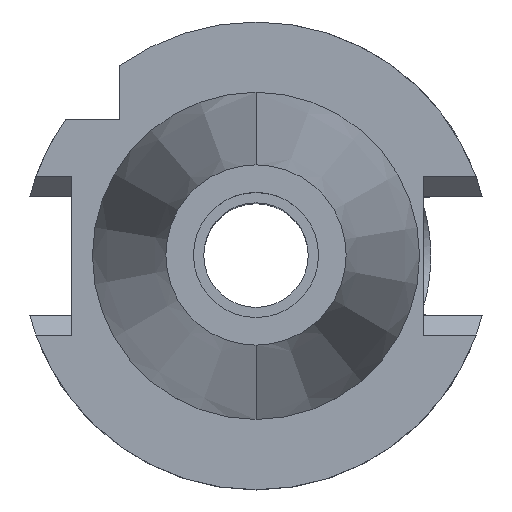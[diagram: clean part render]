
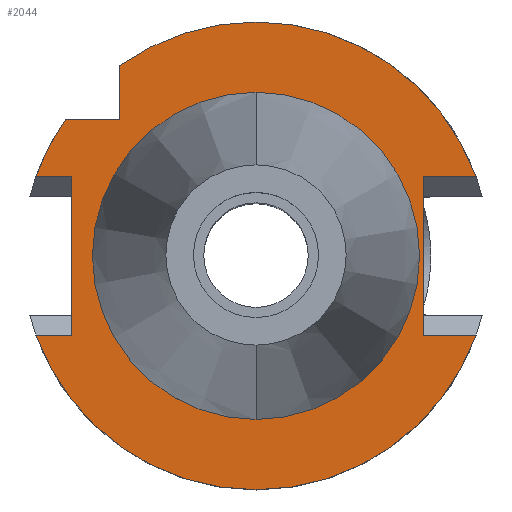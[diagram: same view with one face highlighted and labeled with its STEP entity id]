
A CAD part, top view. The second image highlights one B-rep face of the part: STEP entity #2044.
In plain terms, the highlighted planar face has unit normal (0, 0, 1).
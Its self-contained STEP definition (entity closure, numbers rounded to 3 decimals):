
#307=DIRECTION('',(1.,0.,0.));
#308=VECTOR('',#307,7.201);
#309=CARTESIAN_POINT('',(22.7,10.75,-1.));
#310=LINE('',#309,#308);
#392=DIRECTION('',(0.,-1.,0.));
#393=VECTOR('',#392,7.334);
#394=CARTESIAN_POINT('',(-18.5,25.834,-1.));
#395=LINE('',#394,#393);
#406=DIRECTION('',(-1.,0.,0.));
#407=VECTOR('',#406,7.334);
#408=CARTESIAN_POINT('',(-18.5,18.5,-1.));
#409=LINE('',#408,#407);
#430=CARTESIAN_POINT('',(0.,0.,-1.));
#431=DIRECTION('',(0.,0.,-1.));
#432=DIRECTION('',(-0.582,0.813,0.));
#433=AXIS2_PLACEMENT_3D('',#430,#431,#432);
#438=CARTESIAN_POINT('',(0.,0.,-1.));
#439=DIRECTION('',(0.,0.,-1.));
#440=DIRECTION('',(0.,1.,0.));
#441=AXIS2_PLACEMENT_3D('',#438,#439,#440);
#446=DIRECTION('',(0.,-1.,0.));
#447=VECTOR('',#446,21.5);
#448=CARTESIAN_POINT('',(22.7,10.75,-1.));
#449=LINE('',#448,#447);
#453=DIRECTION('',(1.,0.,0.));
#454=VECTOR('',#453,7.201);
#455=CARTESIAN_POINT('',(22.7,-10.75,-1.));
#456=LINE('',#455,#454);
#460=CARTESIAN_POINT('',(0.,0.,-1.));
#461=DIRECTION('',(0.,0.,-1.));
#462=DIRECTION('',(0.941,-0.338,0.));
#463=AXIS2_PLACEMENT_3D('',#460,#461,#462);
#468=CARTESIAN_POINT('',(0.,0.,-1.));
#469=DIRECTION('',(0.,0.,-1.));
#470=DIRECTION('',(0.,-1.,0.));
#471=AXIS2_PLACEMENT_3D('',#468,#469,#470);
#476=DIRECTION('',(-1.,0.,0.));
#477=VECTOR('',#476,4.901);
#478=CARTESIAN_POINT('',(-25.,10.75,-1.));
#479=LINE('',#478,#477);
#483=CARTESIAN_POINT('',(0.,0.,-1.));
#484=DIRECTION('',(0.,0.,-1.));
#485=DIRECTION('',(-0.941,0.338,0.));
#486=AXIS2_PLACEMENT_3D('',#483,#484,#485);
#491=CARTESIAN_POINT('',(0.,0.,-1.));
#492=DIRECTION('',(0.,0.,1.));
#493=DIRECTION('',(0.,-1.,0.));
#494=AXIS2_PLACEMENT_3D('',#491,#492,#493);
#499=CARTESIAN_POINT('',(0.,0.,-1.));
#500=DIRECTION('',(0.,0.,1.));
#501=DIRECTION('',(0.,1.,0.));
#502=AXIS2_PLACEMENT_3D('',#499,#500,#501);
#641=DIRECTION('',(0.,-1.,0.));
#642=VECTOR('',#641,21.5);
#643=CARTESIAN_POINT('',(-25.,10.75,-1.));
#644=LINE('',#643,#642);
#1051=DIRECTION('',(-1.,0.,0.));
#1052=VECTOR('',#1051,4.901);
#1053=CARTESIAN_POINT('',(-25.,-10.75,-1.));
#1054=LINE('',#1053,#1052);
#1068=CARTESIAN_POINT('',(-29.901,-10.75,-1.));
#1454=CARTESIAN_POINT('',(22.7,10.75,-1.));
#1456=VERTEX_POINT('',#1454);
#1469=CARTESIAN_POINT('',(22.7,-10.75,-1.));
#1470=VERTEX_POINT('',#1469);
#1473=CARTESIAN_POINT('',(29.901,10.75,-1.));
#1474=VERTEX_POINT('',#1473);
#1491=VERTEX_POINT('',#1068);
#1492=CARTESIAN_POINT('',(0.,-31.775,-1.));
#1493=VERTEX_POINT('',#1492);
#1494=CARTESIAN_POINT('',(29.901,-10.75,-1.));
#1495=VERTEX_POINT('',#1494);
#1503=CARTESIAN_POINT('',(-18.5,25.834,-1.));
#1505=VERTEX_POINT('',#1503);
#1509=CARTESIAN_POINT('',(0.,31.775,-1.));
#1510=VERTEX_POINT('',#1509);
#1512=CARTESIAN_POINT('',(-25.834,18.5,-1.));
#1514=VERTEX_POINT('',#1512);
#1515=CARTESIAN_POINT('',(-29.901,10.75,-1.));
#1516=VERTEX_POINT('',#1515);
#1520=CARTESIAN_POINT('',(-25.,-10.75,-1.));
#1522=VERTEX_POINT('',#1520);
#1528=CARTESIAN_POINT('',(-25.,10.75,-1.));
#1529=VERTEX_POINT('',#1528);
#1590=CARTESIAN_POINT('',(-18.5,18.5,-1.));
#1591=VERTEX_POINT('',#1590);
#1592=CARTESIAN_POINT('',(0.,-22.225,-1.));
#1593=CARTESIAN_POINT('',(0.,22.225,-1.));
#1594=VERTEX_POINT('',#1592);
#1595=VERTEX_POINT('',#1593);
#2011=CARTESIAN_POINT('',(0.,0.,-1.));
#2012=DIRECTION('',(0.,0.,-1.));
#2013=DIRECTION('',(0.,-1.,0.));
#2014=AXIS2_PLACEMENT_3D('',#2011,#2012,#2013);
#2015=PLANE('',#2014);
#2016=ORIENTED_EDGE('',*,*,#1979,.F.);
#2017=ORIENTED_EDGE('',*,*,#1952,.T.);
#2018=ORIENTED_EDGE('',*,*,#1950,.T.);
#2019=ORIENTED_EDGE('',*,*,#1900,.F.);
#2020=ORIENTED_EDGE('',*,*,#1887,.T.);
#2022=ORIENTED_EDGE('',*,*,#2021,.T.);
#2024=ORIENTED_EDGE('',*,*,#2023,.T.);
#2026=ORIENTED_EDGE('',*,*,#2025,.T.);
#2028=ORIENTED_EDGE('',*,*,#2027,.F.);
#2030=ORIENTED_EDGE('',*,*,#2029,.F.);
#2032=ORIENTED_EDGE('',*,*,#2031,.T.);
#2034=ORIENTED_EDGE('',*,*,#2033,.T.);
#2035=ORIENTED_EDGE('',*,*,#1990,.F.);
#2036=EDGE_LOOP('',(#2016,#2017,#2018,#2019,#2020,#2022,#2024,#2026,#2028,#2030,
#2032,#2034,#2035));
#2037=FACE_OUTER_BOUND('',#2036,.F.);
#2039=ORIENTED_EDGE('',*,*,#2038,.T.);
#2041=ORIENTED_EDGE('',*,*,#2040,.T.);
#2042=EDGE_LOOP('',(#2039,#2041));
#2043=FACE_BOUND('',#2042,.F.);
#434=CIRCLE('',#433,31.775);
#442=CIRCLE('',#441,31.775);
#464=CIRCLE('',#463,31.775);
#472=CIRCLE('',#471,31.775);
#487=CIRCLE('',#486,31.775);
#495=CIRCLE('',#494,22.225);
#503=CIRCLE('',#502,22.225);
#1887=EDGE_CURVE('',#1456,#1470,#449,.T.);
#1900=EDGE_CURVE('',#1456,#1474,#310,.T.);
#1950=EDGE_CURVE('',#1510,#1474,#442,.T.);
#1952=EDGE_CURVE('',#1505,#1510,#434,.T.);
#1979=EDGE_CURVE('',#1505,#1591,#395,.T.);
#1990=EDGE_CURVE('',#1591,#1514,#409,.T.);
#2021=EDGE_CURVE('',#1470,#1495,#456,.T.);
#2023=EDGE_CURVE('',#1495,#1493,#464,.T.);
#2025=EDGE_CURVE('',#1493,#1491,#472,.T.);
#2027=EDGE_CURVE('',#1522,#1491,#1054,.T.);
#2029=EDGE_CURVE('',#1529,#1522,#644,.T.);
#2031=EDGE_CURVE('',#1529,#1516,#479,.T.);
#2033=EDGE_CURVE('',#1516,#1514,#487,.T.);
#2038=EDGE_CURVE('',#1594,#1595,#495,.T.);
#2040=EDGE_CURVE('',#1595,#1594,#503,.T.);
#2044=ADVANCED_FACE('',(#2037,#2043),#2015,.F.);
